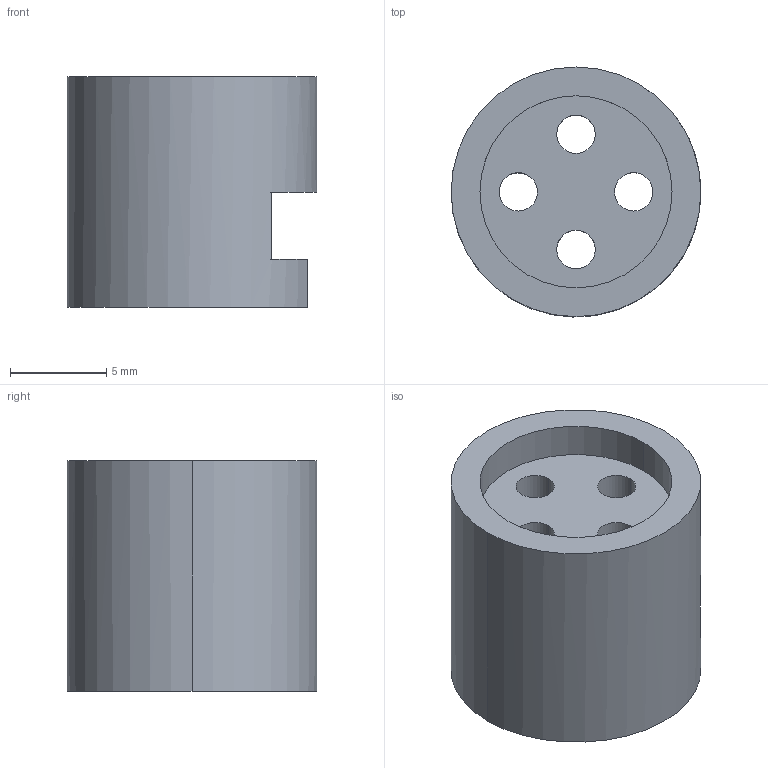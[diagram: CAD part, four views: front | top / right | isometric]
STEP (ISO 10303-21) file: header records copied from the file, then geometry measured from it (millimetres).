
FILE_DESCRIPTION (( 'STEP AP214' ), '1' );
FILE_NAME ('MMS101_adapter.STEP', '2025-03-05T16:38:56', ( '' ), ( '' ), 'SwSTEP 2.0', 'SolidWorks 2024', '' );
FILE_SCHEMA (( 'AUTOMOTIVE_DESIGN' ));
Length unit declared in the file: millimetre
Products named in the file (1): MMS101_adapter
Bounding box: 13 x 13 x 12 mm (x, y, z)
Volume: 871.2 mm3; surface area: 1120.7 mm2
Topology: 1 solids, 1 shells, 46 faces, 117 edges, 78 vertices
Faces by surface type: cylinder 31, plane 15
Entity records: 1468 total; most frequent: DIRECTION 279, CARTESIAN_POINT 242, ORIENTED_EDGE 234, EDGE_CURVE 117, AXIS2_PLACEMENT_3D 115, VERTEX_POINT 78, CIRCLE 68, EDGE_LOOP 59
